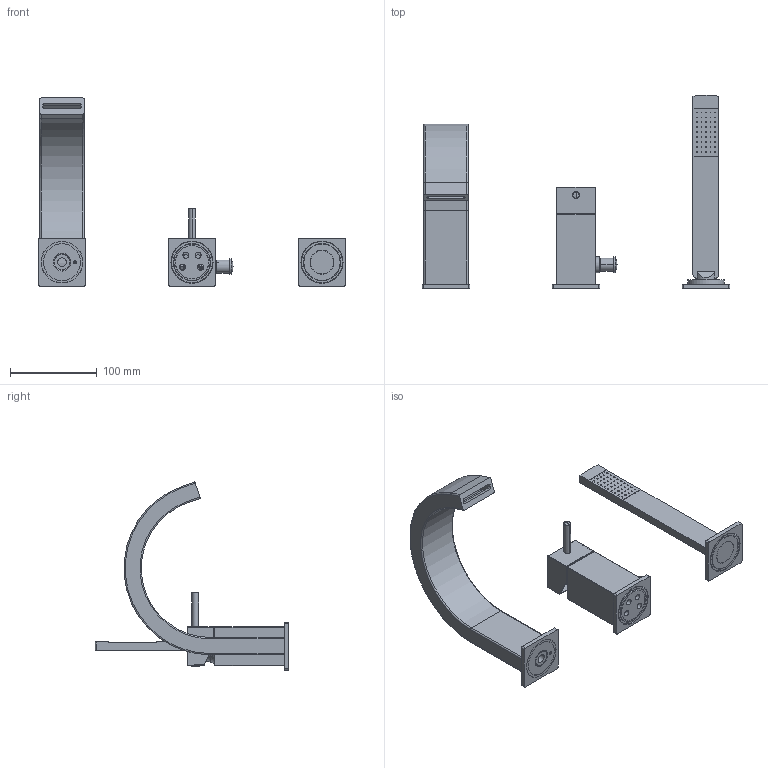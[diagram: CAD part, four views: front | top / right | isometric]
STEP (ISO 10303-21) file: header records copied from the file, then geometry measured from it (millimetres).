
FILE_DESCRIPTION((''),'2;1');
FILE_NAME('LEA040CR','2021-11-03T11:25:35',('ut3'),('PAFFONI SpA'),'CREO PARAMETRIC BY PTC INC, 2020044','CREO PARAMETRIC BY PTC INC, 2020044','');
FILE_SCHEMA(('CONFIG_CONTROL_DESIGN','SHAPE_APPEARANCE_LAYERS_GROUPS'));
Products named in the file (1): LEA040CR
Bounding box: 355 x 222.89 x 216.96 mm (x, y, z)
Volume: 433139.7 mm3; surface area: 199771.9 mm2
Topology: 7 solids, 7 shells, 1566 faces, 4187 edges, 2687 vertices
Faces by surface type: plane 965, cylinder 385, torus 116, cone 78, sphere 16, bspline 6
Entity records: 67698 total; most frequent: CARTESIAN_POINT 16697, ORIENTED_EDGE 8334, DIRECTION 8030, EDGE_CURVE 4167, AXIS2_PLACEMENT_3D 2717, VERTEX_POINT 2685, VECTOR 2596, LINE 2596
